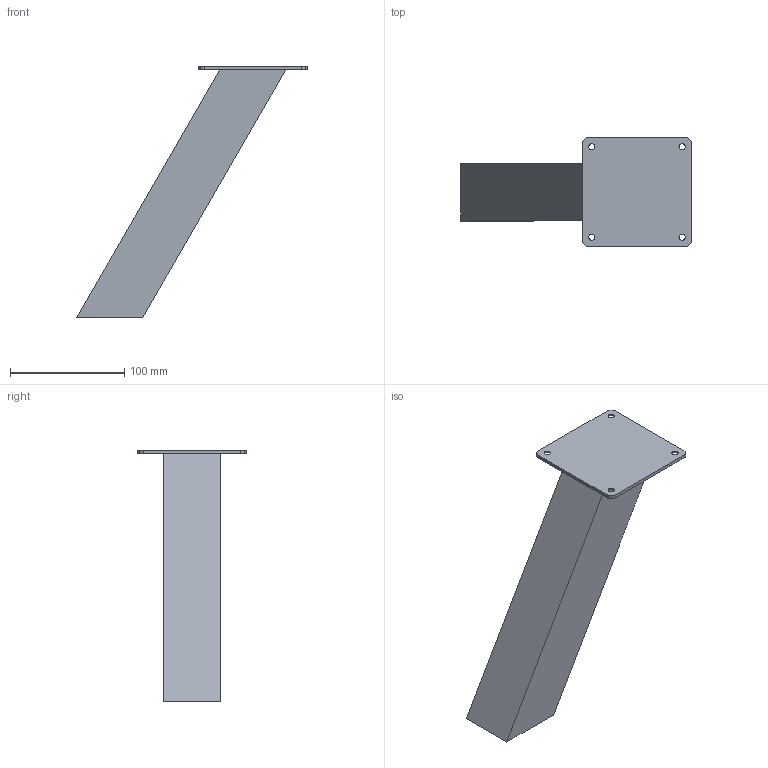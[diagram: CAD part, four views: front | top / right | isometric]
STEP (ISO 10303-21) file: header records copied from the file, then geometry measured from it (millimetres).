
FILE_DESCRIPTION(('STEP AP214'),'1');
FILE_NAME('3021185_3021186 Typ 50 H220.STP','2024-03-12T11:07:07',(' '),(' '),'Spatial InterOp 3D',' ',' ');
FILE_SCHEMA(('AUTOMOTIVE_DESIGN { 1 0 10303 214 1 1 1 1 }'));
Length unit declared in the file: millimetre
Products named in the file (1): Quader
Bounding box: 201.65 x 95 x 220 mm (x, y, z)
Volume: 171221.1 mm3; surface area: 183165.7 mm2
Topology: 4 solids, 4 shells, 54 faces, 132 edges, 86 vertices
Faces by surface type: plane 22, cylinder 20, cone 8, bspline 4
Entity records: 1749 total; most frequent: CARTESIAN_POINT 344, DIRECTION 298, ORIENTED_EDGE 264, EDGE_CURVE 132, AXIS2_PLACEMENT_3D 112, VERTEX_POINT 86, LINE 74, VECTOR 74
